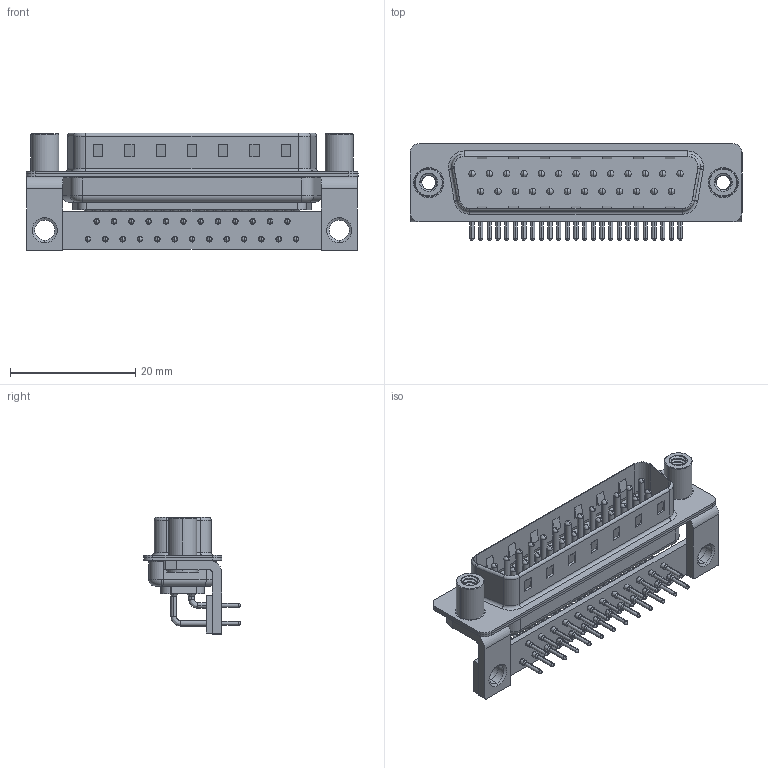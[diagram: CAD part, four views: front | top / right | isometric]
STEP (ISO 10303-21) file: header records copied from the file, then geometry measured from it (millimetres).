
FILE_DESCRIPTION (( 'STEP AP203' ), '1' );
FILE_NAME ('621-M25-360-GT6.STEP', '2018-09-25T03:23:48', ( '' ), ( '' ), 'SwSTEP 2.0', 'SolidWorks 2016', '' );
FILE_SCHEMA (( 'CONFIG_CONTROL_DESIGN' ));
Length unit declared in the file: millimetre
Products named in the file (9): 621M 4-40 Threaded Standoff; 621M Stabilizer Board_25 Contacts; 621-M25-360-GT6; 621M Housing_25 Contacts; 621M Shell Front_25 Contacts; 621M Shell Rear_25 Contacts; 621M Contact Row 1; 621M Contact Row 2; 621M Stabilizer Bracket
Assembly tree (33 placements, depth 2):
  621-M25-360-GT6
    621M Housing_25 Contacts
    621M Shell Front_25 Contacts
    621M Shell Rear_25 Contacts
    621M Contact Row 1  x13
    621M Contact Row 2  x12
    621M Stabilizer Bracket  x2
    621M 4-40 Threaded Standoff  x2
    621M Stabilizer Board_25 Contacts
Bounding box: 53.05 x 15.49 x 18.8 mm (x, y, z)
Volume: 3511.5 mm3; surface area: 9207.2 mm2
Topology: 33 solids, 33 shells, 3276 faces, 9153 edges, 5956 vertices
Faces by surface type: plane 1799, cylinder 1151, bspline 156, cone 114, torus 56
Entity records: 30048 total; most frequent: CARTESIAN_POINT 6656, DIRECTION 4747, ORIENTED_EDGE 4402, EDGE_CURVE 2201, AXIS2_PLACEMENT_3D 1754, VERTEX_POINT 1429, VECTOR 1239, LINE 1239
